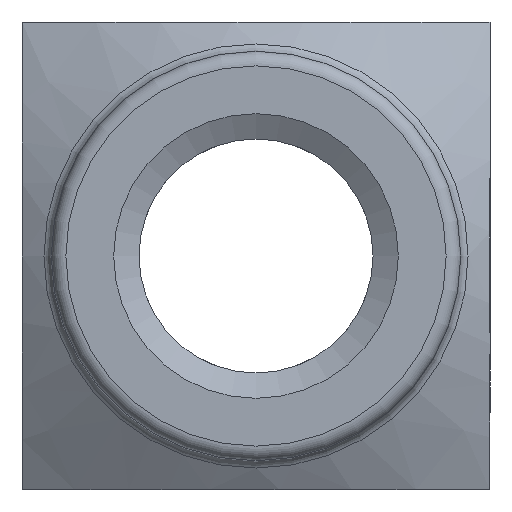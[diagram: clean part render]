
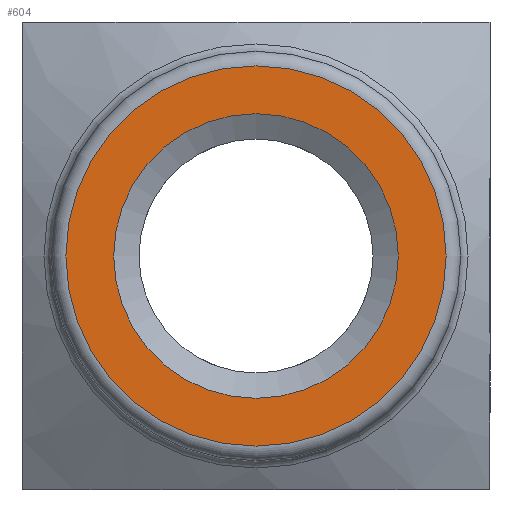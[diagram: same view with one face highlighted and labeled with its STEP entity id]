
A CAD part, front view. The second image highlights one B-rep face of the part: STEP entity #604.
In plain terms, the highlighted planar face has unit normal (0, -1, 0).
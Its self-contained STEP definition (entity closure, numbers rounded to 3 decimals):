
#114 = DIRECTION ( 'NONE',  ( 0., -1., 0. ) ) ;
#121 = AXIS2_PLACEMENT_3D ( 'NONE', #696, #642, #834 ) ;
#133 = CIRCLE ( 'NONE', #121, 6.5 ) ;
#171 = CARTESIAN_POINT ( 'NONE',  ( 0., -32., 0. ) ) ;
#185 = DIRECTION ( 'NONE',  ( 1., 0., 0. ) ) ;
#200 = AXIS2_PLACEMENT_3D ( 'NONE', #171, #583, #435 ) ;
#209 = EDGE_CURVE ( 'NONE', #325, #325, #236, .T. ) ;
#236 = CIRCLE ( 'NONE', #200, 4.866 ) ;
#267 = CARTESIAN_POINT ( 'NONE',  ( 4.866, -32., 0. ) ) ;
#319 = FACE_BOUND ( 'NONE', #493, .T. ) ;
#325 = VERTEX_POINT ( 'NONE', #267 ) ;
#435 = DIRECTION ( 'NONE',  ( 1., 0., 0. ) ) ;
#480 = EDGE_CURVE ( 'NONE', #668, #668, #133, .T. ) ;
#493 = EDGE_LOOP ( 'NONE', ( #559 ) ) ;
#525 = CARTESIAN_POINT ( 'NONE',  ( 0., -32., 0. ) ) ;
#559 = ORIENTED_EDGE ( 'NONE', *, *, #209, .F. ) ;
#583 = DIRECTION ( 'NONE',  ( 0., -1., 0. ) ) ;
#596 = EDGE_LOOP ( 'NONE', ( #852 ) ) ;
#604 = ADVANCED_FACE ( 'NONE', ( #719, #319 ), #856, .T. ) ;
#608 = CARTESIAN_POINT ( 'NONE',  ( 6.5, -32., 0. ) ) ;
#642 = DIRECTION ( 'NONE',  ( 0., -1., 0. ) ) ;
#668 = VERTEX_POINT ( 'NONE', #608 ) ;
#673 = AXIS2_PLACEMENT_3D ( 'NONE', #525, #114, #185 ) ;
#696 = CARTESIAN_POINT ( 'NONE',  ( 0., -32., 0. ) ) ;
#719 = FACE_OUTER_BOUND ( 'NONE', #596, .T. ) ;
#834 = DIRECTION ( 'NONE',  ( 1., 0., 0. ) ) ;
#852 = ORIENTED_EDGE ( 'NONE', *, *, #480, .T. ) ;
#856 = PLANE ( 'NONE',  #673 ) ;
